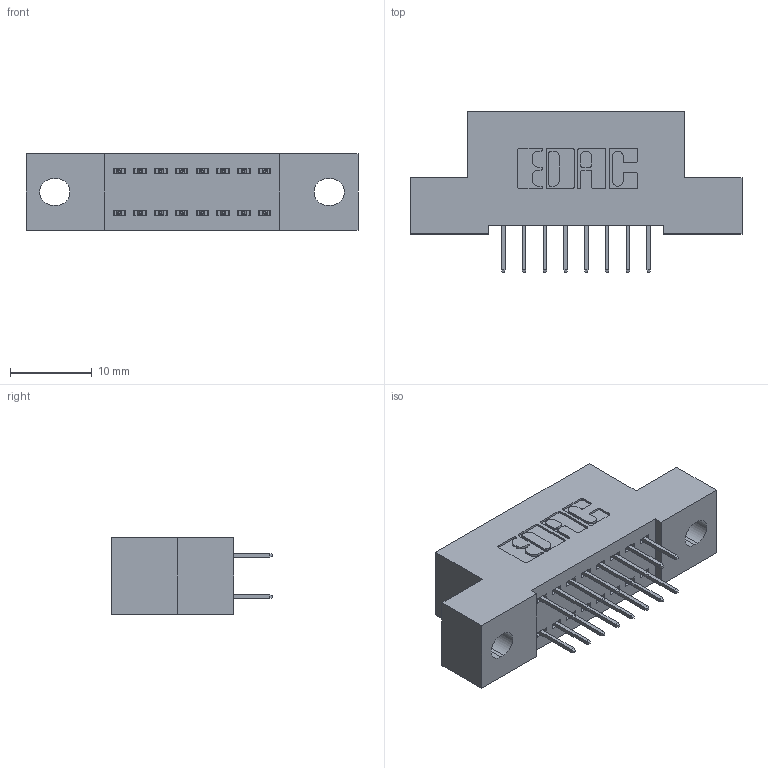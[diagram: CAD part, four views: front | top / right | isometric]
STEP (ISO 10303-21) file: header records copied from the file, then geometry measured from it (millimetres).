
FILE_DESCRIPTION (( 'STEP AP203' ), '1' );
FILE_NAME ('342-016-524-202.STEP', '2019-10-01T18:48:33', ( '' ), ( '' ), 'SwSTEP 2.0', 'SolidWorks 2016', '' );
FILE_SCHEMA (( 'CONFIG_CONTROL_DESIGN' ));
Length unit declared in the file: inch
Products named in the file (3): 342 Part_.128 Slot; 345-292-001_345-293-124; 342-016-524-202
Assembly tree (17 placements, depth 2):
  342-016-524-202
    342 Part_.128 Slot
    345-292-001_345-293-124  x16
Bounding box: 40.64 x 19.69 x 9.4 mm (x, y, z)
Volume: 3414.2 mm3; surface area: 4416.2 mm2
Topology: 17 solids, 17 shells, 1010 faces, 2855 edges, 1838 vertices
Faces by surface type: plane 742, cylinder 268
Entity records: 9621 total; most frequent: CARTESIAN_POINT 1634, ORIENTED_EDGE 1570, DIRECTION 1457, EDGE_CURVE 785, LINE 661, VECTOR 661, VERTEX_POINT 518, AXIS2_PLACEMENT_3D 398
